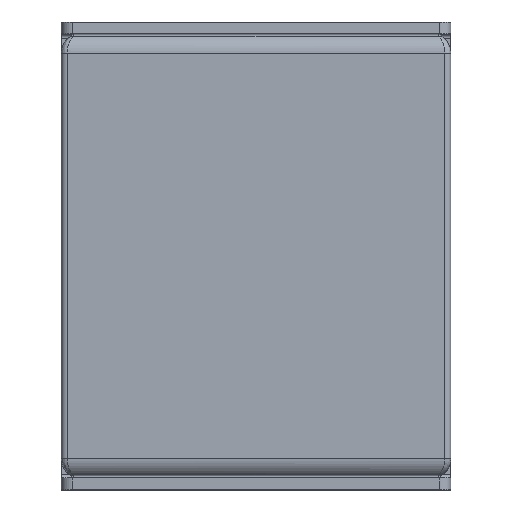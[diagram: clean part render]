
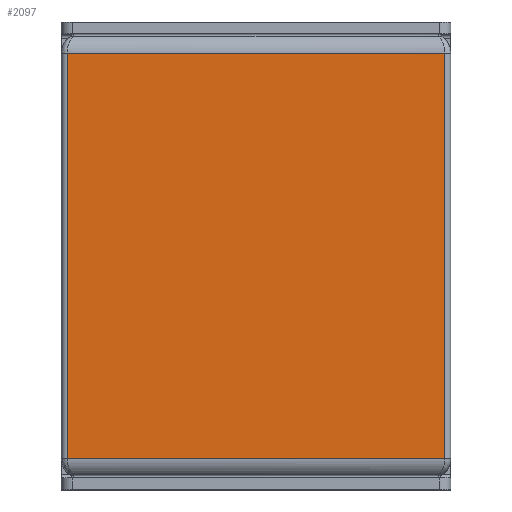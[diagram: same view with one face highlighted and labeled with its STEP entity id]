
A CAD part, top view. The second image highlights one B-rep face of the part: STEP entity #2097.
In plain terms, the highlighted planar face has unit normal (0, 0, 1).
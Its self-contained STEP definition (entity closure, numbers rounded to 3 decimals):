
#260=LINE('',#4289,#420);
#280=LINE('',#4831,#440);
#281=LINE('',#4833,#441);
#282=LINE('',#4834,#442);
#420=VECTOR('',#2746,10.);
#440=VECTOR('',#2866,10.);
#441=VECTOR('',#2869,10.);
#442=VECTOR('',#2870,10.);
#539=PLANE('',#2316);
#659=FACE_OUTER_BOUND('',#793,.T.);
#793=EDGE_LOOP('',(#1925,#1926,#1927,#1928));
#1042=VERTEX_POINT('',#4283);
#1043=VERTEX_POINT('',#4287);
#1064=VERTEX_POINT('',#4792);
#1065=VERTEX_POINT('',#4825);
#1303=EDGE_CURVE('',#1043,#1042,#260,.T.);
#1357=EDGE_CURVE('',#1064,#1065,#280,.T.);
#1358=EDGE_CURVE('',#1042,#1064,#281,.T.);
#1359=EDGE_CURVE('',#1065,#1043,#282,.T.);
#1925=ORIENTED_EDGE('',*,*,#1357,.F.);
#1926=ORIENTED_EDGE('',*,*,#1358,.F.);
#1927=ORIENTED_EDGE('',*,*,#1303,.F.);
#1928=ORIENTED_EDGE('',*,*,#1359,.F.);
#2097=ADVANCED_FACE('',(#659),#539,.T.);
#2316=AXIS2_PLACEMENT_3D('',#4832,#2867,#2868);
#2746=DIRECTION('',(-1.,0.,0.));
#2866=DIRECTION('',(1.,0.,0.));
#2867=DIRECTION('center_axis',(0.,0.,1.));
#2868=DIRECTION('ref_axis',(0.,-1.,0.));
#2869=DIRECTION('',(0.,1.,0.));
#2870=DIRECTION('',(0.,-1.,0.));
#4283=CARTESIAN_POINT('',(-2.425,-2.6,3.5));
#4287=CARTESIAN_POINT('',(2.425,-2.6,3.5));
#4289=CARTESIAN_POINT('',(0.,-2.6,3.5));
#4792=CARTESIAN_POINT('',(-2.425,2.6,3.5));
#4825=CARTESIAN_POINT('',(2.425,2.6,3.5));
#4831=CARTESIAN_POINT('',(0.,2.6,3.5));
#4832=CARTESIAN_POINT('Origin',(0.,2.85,3.5));
#4833=CARTESIAN_POINT('',(-2.425,1.425,3.5));
#4834=CARTESIAN_POINT('',(2.425,1.425,3.5));
